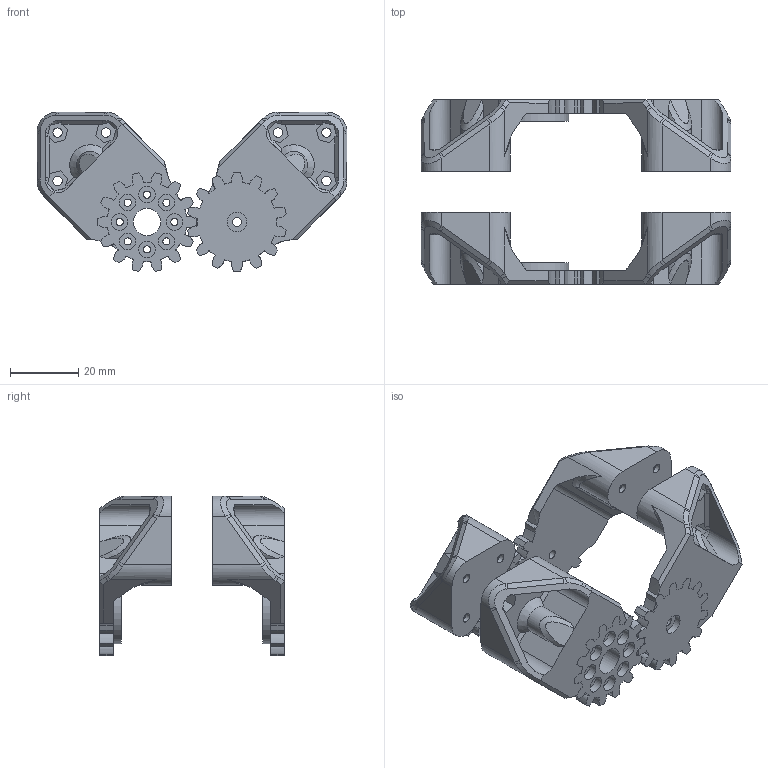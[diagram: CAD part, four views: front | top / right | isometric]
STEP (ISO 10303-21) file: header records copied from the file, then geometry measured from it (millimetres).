
FILE_DESCRIPTION(/* description */ (''),/* implementation_level */ '2;1');
FILE_NAME(/* name */ 'Gripper_Gearset.step',/* time_stamp */ '2018-10-29T17:35:24+11:00',/* author */ ('TaylorY96'),/* organization */ (''),/* preprocessor_version */ 'ST-DEVELOPER v17.2',/* originating_system */ 'Autodesk Translation Framework v7.6.0.251',/* authorisation */ '');
FILE_SCHEMA (('AUTOMOTIVE_DESIGN { 1 0 10303 214 3 1 1 }'));
Length unit declared in the file: millimetre
Products named in the file (3): Tank_combined; Gripper-MX28 v35; Component257
Assembly tree (2 placements, depth 3):
  Tank_combined
    Gripper-MX28 v35
      Component257
Bounding box: 90.63 x 54 x 46.76 mm (x, y, z)
Volume: 34435.2 mm3; surface area: 23071.7 mm2
Topology: 4 solids, 4 shells, 549 faces, 1499 edges, 979 vertices
Faces by surface type: plane 293, cylinder 124, bspline 116, cone 16
Full cylindrical faces by diameter (mm): 2.1 x16, 2.6 x2, 2.7 x12, 4.8 x16, 5.8 x2, 8 x2, 22 x2
Entity records: 29420 total; most frequent: CARTESIAN_POINT 16230, ORIENTED_EDGE 2998, DIRECTION 2398, EDGE_CURVE 1499, VERTEX_POINT 979, LINE 864, VECTOR 864, AXIS2_PLACEMENT_3D 767
